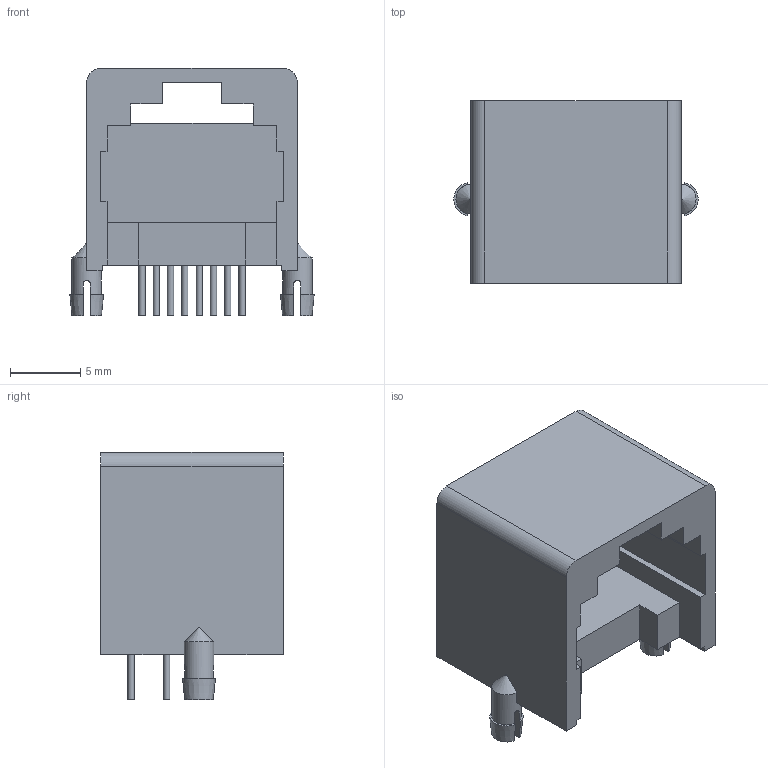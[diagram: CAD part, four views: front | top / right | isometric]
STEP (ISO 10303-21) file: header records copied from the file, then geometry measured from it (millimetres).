
FILE_DESCRIPTION(/* description */ (''),/* implementation_level */ '2;1');
FILE_NAME(/* name */ 'TJ8P8C 8p 8c compact.stp',/* time_stamp */ '2020-04-15T03:42:49+03:00',/* author */ ('Boris'),/* organization */ (''),/* preprocessor_version */ 'ST-DEVELOPER v17.2',/* originating_system */ 'Autodesk Inventor 2019',/* authorisation */ '');
FILE_SCHEMA (('AUTOMOTIVE_DESIGN { 1 0 10303 214 3 1 1 }'));
Length unit declared in the file: millimetre
Products named in the file (1): 8з 8с compact
Bounding box: 17.4 x 13 x 17.6 mm (x, y, z)
Volume: 1170.9 mm3; surface area: 1845.8 mm2
Topology: 1 solids, 1 shells, 91 faces, 246 edges, 164 vertices
Faces by surface type: plane 69, cylinder 16, cone 6
Full cylindrical faces by diameter (mm): 0.45 x8, 2.1 x2
Entity records: 2973 total; most frequent: CARTESIAN_POINT 590, ORIENTED_EDGE 492, DIRECTION 460, EDGE_CURVE 246, LINE 184, VECTOR 184, VERTEX_POINT 164, AXIS2_PLACEMENT_3D 138
